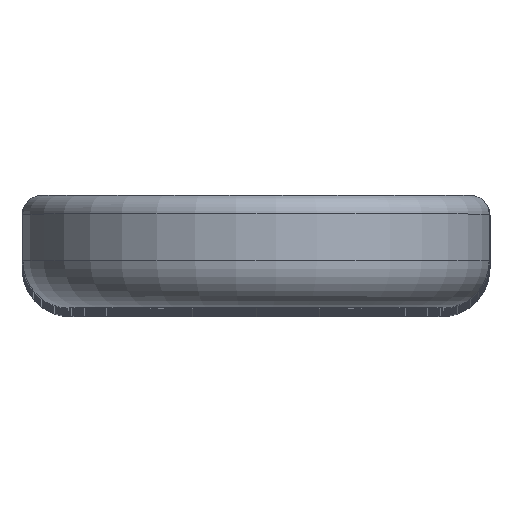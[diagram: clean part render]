
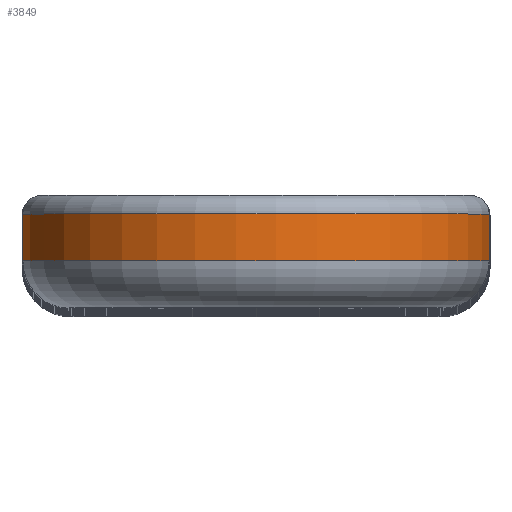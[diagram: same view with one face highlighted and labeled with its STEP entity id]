
A CAD part, top view. The second image highlights one B-rep face of the part: STEP entity #3849.
In plain terms, the highlighted cylindrical face has radius 2.5 mm (diameter 5 mm), a partial arc.
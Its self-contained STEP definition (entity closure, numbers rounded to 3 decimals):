
#1170=DIRECTION('',(0.,1.,0.));
#1171=VECTOR('',#1170,0.5);
#1172=CARTESIAN_POINT('',(2.044,0.5,52.561));
#1173=LINE('',#1172,#1171);
#1174=CARTESIAN_POINT('',(0.,1.,54.));
#1175=DIRECTION('',(0.,1.,0.));
#1176=DIRECTION('',(-0.818,0.,-0.576));
#1177=AXIS2_PLACEMENT_3D('',#1174,#1175,#1176);
#1179=CARTESIAN_POINT('',(0.,0.5,54.));
#1180=DIRECTION('',(0.,-1.,0.));
#1181=DIRECTION('',(0.818,0.,-0.576));
#1182=AXIS2_PLACEMENT_3D('',#1179,#1180,#1181);
#1184=DIRECTION('',(0.,1.,0.));
#1185=VECTOR('',#1184,0.5);
#1186=CARTESIAN_POINT('',(-2.044,0.5,52.561));
#1187=LINE('',#1186,#1185);
#2224=CARTESIAN_POINT('',(2.044,0.5,52.561));
#2225=VERTEX_POINT('',#2224);
#2228=CARTESIAN_POINT('',(-2.044,0.5,52.561));
#2229=VERTEX_POINT('',#2228);
#2280=CARTESIAN_POINT('',(-2.044,1.,52.561));
#2281=VERTEX_POINT('',#2280);
#2284=CARTESIAN_POINT('',(2.044,1.,52.561));
#2285=VERTEX_POINT('',#2284);
#3837=CARTESIAN_POINT('',(0.,0.,54.));
#3838=DIRECTION('',(0.,1.,0.));
#3839=DIRECTION('',(0.,0.,1.));
#3840=AXIS2_PLACEMENT_3D('',#3837,#3838,#3839);
#3841=CYLINDRICAL_SURFACE('',#3840,2.5);
#3842=ORIENTED_EDGE('',*,*,#3373,.T.);
#3843=ORIENTED_EDGE('',*,*,#3832,.F.);
#3844=ORIENTED_EDGE('',*,*,#2701,.T.);
#3846=ORIENTED_EDGE('',*,*,#3845,.T.);
#3847=EDGE_LOOP('',(#3842,#3843,#3844,#3846));
#3848=FACE_OUTER_BOUND('',#3847,.F.);
#3849=ADVANCED_FACE('',(#3848),#3841,.T.);
#1178=CIRCLE('',#1177,2.5);
#1183=CIRCLE('',#1182,2.5);
#2701=EDGE_CURVE('',#2225,#2229,#1183,.T.);
#3373=EDGE_CURVE('',#2281,#2285,#1178,.T.);
#3832=EDGE_CURVE('',#2225,#2285,#1173,.T.);
#3845=EDGE_CURVE('',#2229,#2281,#1187,.T.);
